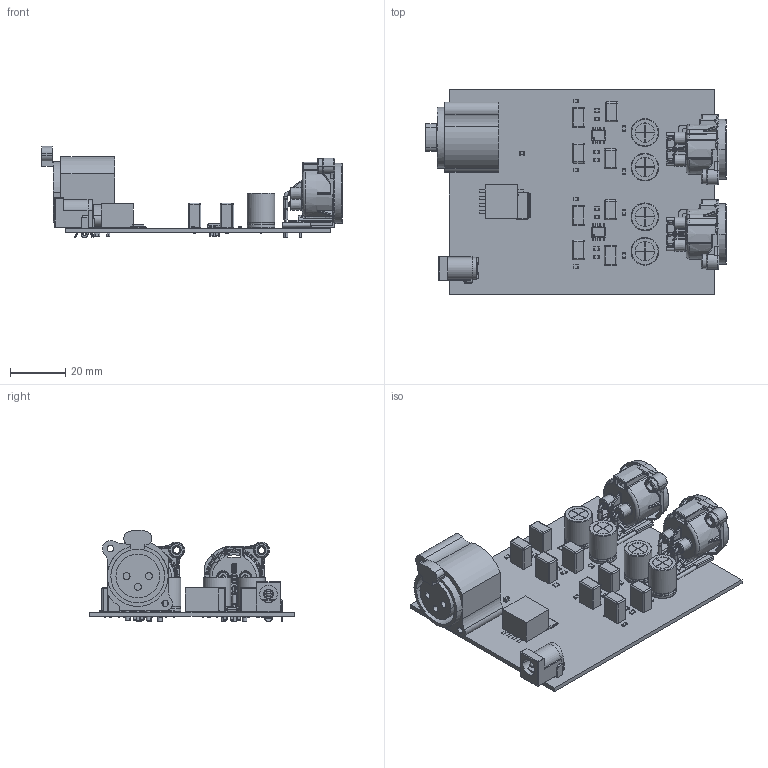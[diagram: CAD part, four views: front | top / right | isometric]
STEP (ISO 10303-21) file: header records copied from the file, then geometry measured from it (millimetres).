
FILE_DESCRIPTION(('KiCad electronic assembly'),'2;1');
FILE_NAME('AES-DAC_PCB.step','2025-02-23T18:20:37',('Pcbnew'),('Kicad'), 'Open CASCADE STEP processor 7.7','KiCad to STEP converter','Unknown' );
FILE_SCHEMA(('AUTOMOTIVE_DESIGN { 1 0 10303 214 1 1 1 1 }'));
Length unit declared in the file: millimetre
Products named in the file (22): AES-DAC_PCB 1; C_Radial_D10.0mm_H12.5mm_P5.00mm; C_Radial_D100mm_H125mm_P500mm; R_0805_2012Metric; nc3mah; NC3MAH; d-nc3fah; D-NC3FAH1; C_Rect_L7.2mm_W4.5mm_P5.00mm_FKS2_FKP2_MKS2_MKP2; C_Rect_L72mm_W45mm_P500mm_FKS2_FKP2_MKS2_MKP2; C_0805_2012Metric; SOIC-8_3.9x4.9mm_P1.27mm; SOIC_8_39x49mm_P127mm; TSSOP-28_4.4x9.7mm_P0.65mm; TSSOP_28_44x97mm_P065mm; PE-65812NL; ASSEMBLY; DCJ200-10-A-K1-K--3DModel-STEP-740395; DCJ200-10-A-K1-K; _autosave-AES-DAC_PCB
Assembly tree (54 placements, depth 3):
  AES-DAC_PCB 1
    C_Radial_D10.0mm_H12.5mm_P5.00mm  x4
      C_Radial_D100mm_H125mm_P500mm
    R_0805_2012Metric  x16
      R_0805_2012Metric
    nc3mah  x2
      NC3MAH
    d-nc3fah
      D-NC3FAH1
    C_Rect_L7.2mm_W4.5mm_P5.00mm_FKS2_FKP2_MKS2_MKP2  x8
      C_Rect_L72mm_W45mm_P500mm_FKS2_FKP2_MKS2_MKP2
    C_0805_2012Metric  x7
      C_0805_2012Metric
    SOIC-8_3.9x4.9mm_P1.27mm  x2
      SOIC_8_39x49mm_P127mm
    TSSOP-28_4.4x9.7mm_P0.65mm
      TSSOP_28_44x97mm_P065mm
    PE-65812NL
      ASSEMBLY
    DCJ200-10-A-K1-K--3DModel-STEP-740395
      DCJ200-10-A-K1-K
    _autosave-AES-DAC_PCB
Bounding box: 108.79 x 74 x 33.22 mm (x, y, z)
Volume: 34707.7 mm3; surface area: 37211.2 mm2
Topology: 58 solids, 68 shells, 4095 faces, 10567 edges, 6686 vertices
Faces by surface type: plane 2051, cylinder 1134, bspline 370, torus 212, cone 132, sphere 130, extrusion 58, revolution 8
Full cylindrical faces by diameter (mm): 0.5 x17, 0.6 x10, 0.8 x24, 1.2 x5, 1.6 x12, 7 x12, 10 x8
Entity records: 75360 total; most frequent: CARTESIAN_POINT 19219, ORIENTED_EDGE 10812, DIRECTION 10077, EDGE_CURVE 5406, VERTEX_POINT 3405, VECTOR 3377, AXIS2_PLACEMENT_3D 3349, LINE 3348
